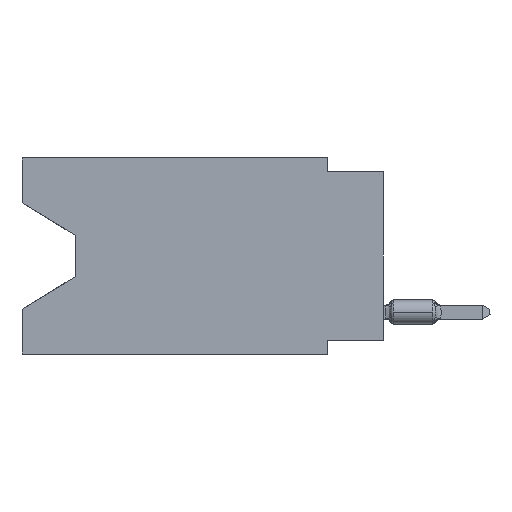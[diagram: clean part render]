
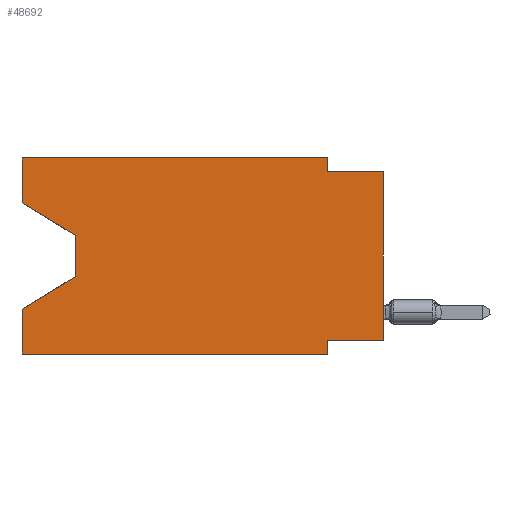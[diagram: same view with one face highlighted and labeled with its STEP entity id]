
A CAD part, left-side view. The second image highlights one B-rep face of the part: STEP entity #48692.
In plain terms, the highlighted planar face has unit normal (-1, 0, 0).
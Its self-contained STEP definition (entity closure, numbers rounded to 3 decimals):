
#1039 = CARTESIAN_POINT ( 'NONE',  ( 0., 16.383, 0. ) ) ;
#1338 = EDGE_LOOP ( 'NONE', ( #38578, #20382, #46577, #34342, #48793, #23743, #32826, #20008, #30163, #53910, #49956, #5232 ) ) ;
#1896 = EDGE_CURVE ( 'NONE', #47166, #49403, #24403, .T. ) ;
#2277 = DIRECTION ( 'NONE',  ( 0., -1., 0. ) ) ;
#2462 = DIRECTION ( 'NONE',  ( 0., 0., -1. ) ) ;
#2512 = CARTESIAN_POINT ( 'NONE',  ( 0., 2.54, -8.89 ) ) ;
#3404 = LINE ( 'NONE', #6786, #55157 ) ;
#3686 = PLANE ( 'NONE',  #17026 ) ;
#4262 = CARTESIAN_POINT ( 'NONE',  ( 0., 0., 0. ) ) ;
#4405 = VERTEX_POINT ( 'NONE', #15312 ) ;
#5232 = ORIENTED_EDGE ( 'NONE', *, *, #32859, .F. ) ;
#6205 = LINE ( 'NONE', #10149, #32770 ) ;
#6522 = LINE ( 'NONE', #13869, #47487 ) ;
#6786 = CARTESIAN_POINT ( 'NONE',  ( 0., 16.383, 0. ) ) ;
#7367 = VERTEX_POINT ( 'NONE', #37194 ) ;
#7502 = CARTESIAN_POINT ( 'NONE',  ( 0., 16.383, -6.852 ) ) ;
#7690 = VECTOR ( 'NONE', #47249, 1000. ) ;
#10149 = CARTESIAN_POINT ( 'NONE',  ( 0., 13.97, -5.385 ) ) ;
#12063 = DIRECTION ( 'NONE',  ( 0., 0., 1. ) ) ;
#12529 = DIRECTION ( 'NONE',  ( 0., -1., 0. ) ) ;
#13145 = LINE ( 'NONE', #29794, #7690 ) ;
#13869 = CARTESIAN_POINT ( 'NONE',  ( 0., 16.383, 0. ) ) ;
#14116 = EDGE_CURVE ( 'NONE', #21724, #39872, #6205, .T. ) ;
#14433 = CARTESIAN_POINT ( 'NONE',  ( 0., 2.54, -8.255 ) ) ;
#14859 = LINE ( 'NONE', #36830, #38659 ) ;
#15312 = CARTESIAN_POINT ( 'NONE',  ( 0., 0., -8.255 ) ) ;
#16318 = LINE ( 'NONE', #33482, #30815 ) ;
#16411 = VECTOR ( 'NONE', #17245, 1000. ) ;
#16766 = EDGE_CURVE ( 'NONE', #7367, #48997, #13145, .T. ) ;
#17026 = AXIS2_PLACEMENT_3D ( 'NONE', #29584, #21705, #46495 ) ;
#17039 = LINE ( 'NONE', #29983, #47472 ) ;
#17245 = DIRECTION ( 'NONE',  ( 0., 0., 1. ) ) ;
#18668 = CARTESIAN_POINT ( 'NONE',  ( 0., 13.97, -5.385 ) ) ;
#18700 = EDGE_CURVE ( 'NONE', #45912, #45155, #17039, .T. ) ;
#19424 = EDGE_CURVE ( 'NONE', #48997, #21724, #33722, .T. ) ;
#20008 = ORIENTED_EDGE ( 'NONE', *, *, #38049, .T. ) ;
#20176 = CARTESIAN_POINT ( 'NONE',  ( 0., 0., -0.635 ) ) ;
#20264 = EDGE_CURVE ( 'NONE', #44579, #45155, #23101, .T. ) ;
#20382 = ORIENTED_EDGE ( 'NONE', *, *, #19424, .T. ) ;
#20442 = CARTESIAN_POINT ( 'NONE',  ( 0., 0., -0.635 ) ) ;
#20518 = CARTESIAN_POINT ( 'NONE',  ( 0., 13.97, -3.505 ) ) ;
#21705 = DIRECTION ( 'NONE',  ( 1., 0., 0. ) ) ;
#21724 = VERTEX_POINT ( 'NONE', #18668 ) ;
#22392 = VERTEX_POINT ( 'NONE', #34531 ) ;
#23101 = LINE ( 'NONE', #2512, #43965 ) ;
#23743 = ORIENTED_EDGE ( 'NONE', *, *, #20264, .F. ) ;
#24403 = LINE ( 'NONE', #20442, #47303 ) ;
#24966 = EDGE_CURVE ( 'NONE', #22392, #47166, #39232, .T. ) ;
#26783 = VECTOR ( 'NONE', #2462, 1000. ) ;
#27606 = DIRECTION ( 'NONE',  ( 0., 0., -1. ) ) ;
#28019 = CARTESIAN_POINT ( 'NONE',  ( 0., 16.383, -8.89 ) ) ;
#29584 = CARTESIAN_POINT ( 'NONE',  ( 0., 16.383, 0. ) ) ;
#29794 = CARTESIAN_POINT ( 'NONE',  ( 0., 16.383, -2.038 ) ) ;
#29862 = FACE_OUTER_BOUND ( 'NONE', #1338, .T. ) ;
#29983 = CARTESIAN_POINT ( 'NONE',  ( 0., 16.383, -8.89 ) ) ;
#30163 = ORIENTED_EDGE ( 'NONE', *, *, #1896, .F. ) ;
#30815 = VECTOR ( 'NONE', #12063, 1000. ) ;
#31087 = EDGE_CURVE ( 'NONE', #42307, #22392, #3404, .T. ) ;
#31348 = CARTESIAN_POINT ( 'NONE',  ( 0., 2.54, 0. ) ) ;
#31587 = DIRECTION ( 'NONE',  ( 0., 0.855, -0.519 ) ) ;
#32770 = VECTOR ( 'NONE', #31587, 1000. ) ;
#32826 = ORIENTED_EDGE ( 'NONE', *, *, #36950, .F. ) ;
#32859 = EDGE_CURVE ( 'NONE', #7367, #42307, #6522, .T. ) ;
#33460 = CARTESIAN_POINT ( 'NONE',  ( 0., 13.97, -3.505 ) ) ;
#33482 = CARTESIAN_POINT ( 'NONE',  ( 0., 16.383, 0. ) ) ;
#33722 = LINE ( 'NONE', #33460, #26783 ) ;
#34342 = ORIENTED_EDGE ( 'NONE', *, *, #40782, .F. ) ;
#34531 = CARTESIAN_POINT ( 'NONE',  ( 0., 2.54, 0. ) ) ;
#36514 = VECTOR ( 'NONE', #44045, 1000. ) ;
#36830 = CARTESIAN_POINT ( 'NONE',  ( 0., 0., -8.255 ) ) ;
#36950 = EDGE_CURVE ( 'NONE', #4405, #44579, #14859, .T. ) ;
#37194 = CARTESIAN_POINT ( 'NONE',  ( 0., 16.383, -2.038 ) ) ;
#37909 = DIRECTION ( 'NONE',  ( 0., -1., 0. ) ) ;
#38049 = EDGE_CURVE ( 'NONE', #4405, #49403, #39755, .T. ) ;
#38578 = ORIENTED_EDGE ( 'NONE', *, *, #16766, .T. ) ;
#38659 = VECTOR ( 'NONE', #54587, 1000. ) ;
#39232 = LINE ( 'NONE', #31348, #36514 ) ;
#39755 = LINE ( 'NONE', #4262, #16411 ) ;
#39872 = VERTEX_POINT ( 'NONE', #7502 ) ;
#40621 = DIRECTION ( 'NONE',  ( 0., 0., 1. ) ) ;
#40782 = EDGE_CURVE ( 'NONE', #45912, #39872, #16318, .T. ) ;
#42307 = VERTEX_POINT ( 'NONE', #1039 ) ;
#43965 = VECTOR ( 'NONE', #27606, 1000. ) ;
#44045 = DIRECTION ( 'NONE',  ( 0., 0., -1. ) ) ;
#44579 = VERTEX_POINT ( 'NONE', #14433 ) ;
#45066 = CARTESIAN_POINT ( 'NONE',  ( 0., 2.54, -8.89 ) ) ;
#45155 = VERTEX_POINT ( 'NONE', #45066 ) ;
#45912 = VERTEX_POINT ( 'NONE', #28019 ) ;
#46495 = DIRECTION ( 'NONE',  ( 0., 0., -1. ) ) ;
#46577 = ORIENTED_EDGE ( 'NONE', *, *, #14116, .T. ) ;
#47166 = VERTEX_POINT ( 'NONE', #48768 ) ;
#47249 = DIRECTION ( 'NONE',  ( 0., -0.855, -0.519 ) ) ;
#47303 = VECTOR ( 'NONE', #37909, 1000. ) ;
#47472 = VECTOR ( 'NONE', #12529, 1000. ) ;
#47487 = VECTOR ( 'NONE', #40621, 1000. ) ;
#48692 = ADVANCED_FACE ( 'NONE', ( #29862 ), #3686, .F. ) ;
#48768 = CARTESIAN_POINT ( 'NONE',  ( 0., 2.54, -0.635 ) ) ;
#48793 = ORIENTED_EDGE ( 'NONE', *, *, #18700, .T. ) ;
#48997 = VERTEX_POINT ( 'NONE', #20518 ) ;
#49403 = VERTEX_POINT ( 'NONE', #20176 ) ;
#49956 = ORIENTED_EDGE ( 'NONE', *, *, #31087, .F. ) ;
#53910 = ORIENTED_EDGE ( 'NONE', *, *, #24966, .F. ) ;
#54587 = DIRECTION ( 'NONE',  ( 0., 1., 0. ) ) ;
#55157 = VECTOR ( 'NONE', #2277, 1000. ) ;
